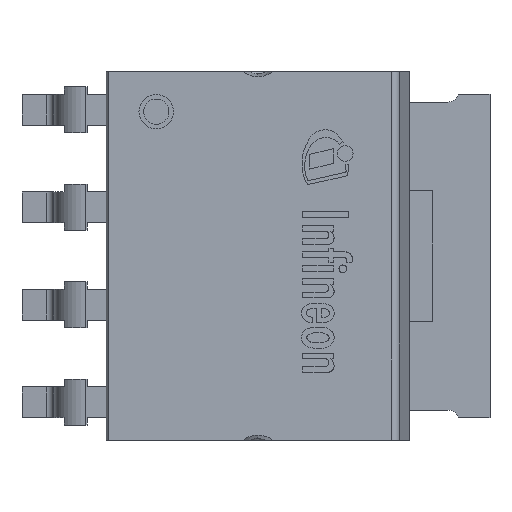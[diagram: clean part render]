
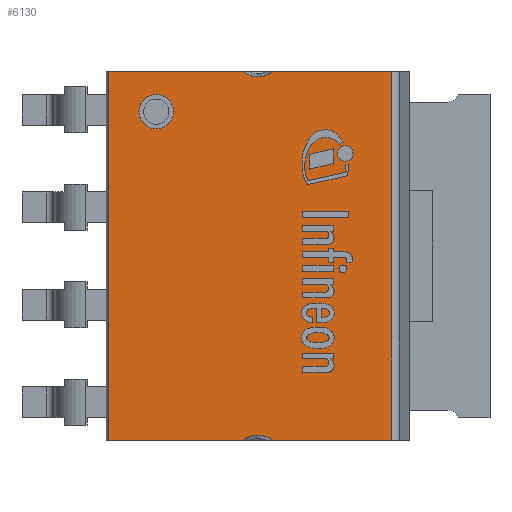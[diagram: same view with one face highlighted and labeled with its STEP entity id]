
A CAD part, top view. The second image highlights one B-rep face of the part: STEP entity #6130.
In plain terms, the highlighted planar face has unit normal (0, 0, 1).
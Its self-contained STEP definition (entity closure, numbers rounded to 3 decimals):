
#37=FACE_BOUND('',#653,.T.);
#301=FACE_OUTER_BOUND('',#652,.T.);
#652=EDGE_LOOP('',(#4555,#4556,#4557,#4558,#4559,#4560,#4561,#4562));
#653=EDGE_LOOP('',(#4563));
#963=CIRCLE('',#6546,0.225);
#968=CIRCLE('',#6556,0.315);
#980=CIRCLE('',#6576,0.315);
#1260=LINE('',#9157,#1982);
#1263=LINE('',#9162,#1985);
#1277=LINE('',#9189,#1999);
#1287=LINE('',#9208,#2009);
#1290=LINE('',#9213,#2012);
#1291=LINE('',#9214,#2013);
#1982=VECTOR('',#7420,1000.);
#1985=VECTOR('',#7423,1000.);
#1999=VECTOR('',#7441,1000.);
#2009=VECTOR('',#7453,1000.);
#2012=VECTOR('',#7460,1000.);
#2013=VECTOR('',#7461,1000.);
#2647=VERTEX_POINT('',#9010);
#2656=VERTEX_POINT('',#9079);
#2657=VERTEX_POINT('',#9081);
#2691=VERTEX_POINT('',#9154);
#2692=VERTEX_POINT('',#9156);
#2693=VERTEX_POINT('',#9159);
#2694=VERTEX_POINT('',#9161);
#2705=VERTEX_POINT('',#9188);
#2713=VERTEX_POINT('',#9206);
#3323=EDGE_CURVE('',#2647,#2647,#963,.T.);
#3335=EDGE_CURVE('',#2656,#2657,#968,.T.);
#3371=EDGE_CURVE('',#2692,#2691,#1260,.T.);
#3374=EDGE_CURVE('',#2694,#2693,#1263,.T.);
#3388=EDGE_CURVE('',#2705,#2657,#1277,.T.);
#3399=EDGE_CURVE('',#2656,#2713,#1287,.T.);
#3402=EDGE_CURVE('',#2691,#2705,#1290,.T.);
#3403=EDGE_CURVE('',#2694,#2713,#1291,.T.);
#3404=EDGE_CURVE('',#2692,#2693,#980,.T.);
#4555=ORIENTED_EDGE('',*,*,#3371,.T.);
#4556=ORIENTED_EDGE('',*,*,#3402,.T.);
#4557=ORIENTED_EDGE('',*,*,#3388,.T.);
#4558=ORIENTED_EDGE('',*,*,#3335,.F.);
#4559=ORIENTED_EDGE('',*,*,#3399,.T.);
#4560=ORIENTED_EDGE('',*,*,#3403,.F.);
#4561=ORIENTED_EDGE('',*,*,#3374,.T.);
#4562=ORIENTED_EDGE('',*,*,#3404,.F.);
#4563=ORIENTED_EDGE('',*,*,#3323,.F.);
#5833=PLANE('',#6575);
#6130=ADVANCED_FACE('',(#301,#37),#5833,.T.);
#6546=AXIS2_PLACEMENT_3D('',#9012,#7344,#7345);
#6556=AXIS2_PLACEMENT_3D('',#9082,#7365,#7366);
#6575=AXIS2_PLACEMENT_3D('',#9212,#7458,#7459);
#6576=AXIS2_PLACEMENT_3D('',#9215,#7462,#7463);
#7344=DIRECTION('center_axis',(0.,0.,1.));
#7345=DIRECTION('ref_axis',(0.,-1.,0.));
#7365=DIRECTION('center_axis',(0.,0.,1.));
#7366=DIRECTION('ref_axis',(0.,-1.,0.));
#7420=DIRECTION('',(1.,0.,0.));
#7423=DIRECTION('',(1.,0.,0.));
#7441=DIRECTION('',(-1.,0.,0.));
#7453=DIRECTION('',(-1.,0.,0.));
#7458=DIRECTION('center_axis',(0.,0.,1.));
#7459=DIRECTION('ref_axis',(0.,-1.,0.));
#7460=DIRECTION('',(0.,1.,0.));
#7461=DIRECTION('',(0.,1.,0.));
#7462=DIRECTION('center_axis',(0.,0.,1.));
#7463=DIRECTION('ref_axis',(0.,-1.,0.));
#9010=CARTESIAN_POINT('',(-1.3,2.105,1.25));
#9012=CARTESIAN_POINT('Origin',(-1.3,1.88,1.25));
#9079=CARTESIAN_POINT('',(-0.167,2.4,1.25));
#9081=CARTESIAN_POINT('',(0.217,2.4,1.25));
#9082=CARTESIAN_POINT('Origin',(0.025,2.65,1.25));
#9154=CARTESIAN_POINT('',(1.766,-2.4,1.25));
#9156=CARTESIAN_POINT('',(0.217,-2.4,1.25));
#9157=CARTESIAN_POINT('',(2.,-2.4,1.25));
#9159=CARTESIAN_POINT('',(-0.167,-2.4,1.25));
#9161=CARTESIAN_POINT('',(-1.92,-2.4,1.25));
#9162=CARTESIAN_POINT('',(2.,-2.4,1.25));
#9188=CARTESIAN_POINT('',(1.766,2.4,1.25));
#9189=CARTESIAN_POINT('',(2.,2.4,1.25));
#9206=CARTESIAN_POINT('',(-1.92,2.4,1.25));
#9208=CARTESIAN_POINT('',(2.,2.4,1.25));
#9212=CARTESIAN_POINT('Origin',(0.025,0.,1.25));
#9213=CARTESIAN_POINT('',(1.766,2.4,1.25));
#9214=CARTESIAN_POINT('',(-1.92,-2.4,1.25));
#9215=CARTESIAN_POINT('Origin',(0.025,-2.65,1.25));
